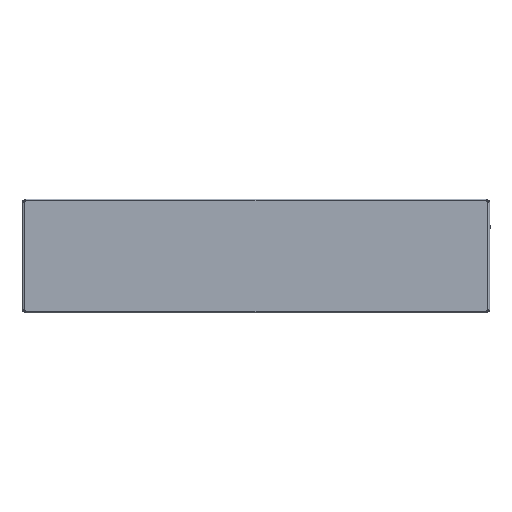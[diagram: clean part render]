
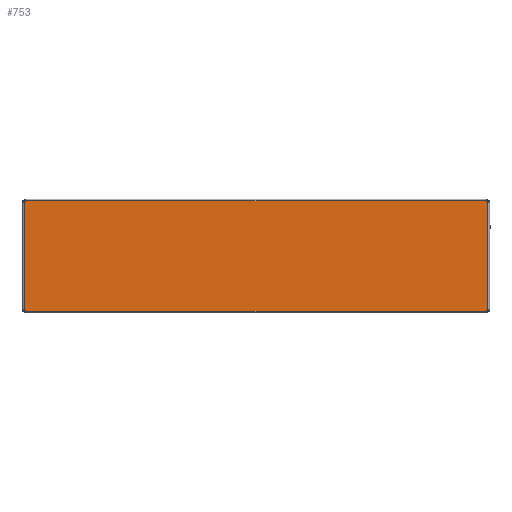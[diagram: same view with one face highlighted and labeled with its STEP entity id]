
A CAD part, top view. The second image highlights one B-rep face of the part: STEP entity #753.
In plain terms, the highlighted planar face has unit normal (0, 0, 1).
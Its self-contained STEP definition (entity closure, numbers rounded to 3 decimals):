
#75 = EDGE_CURVE ( 'NONE', #1553, #3571, #3968, .T. ) ;
#109 = CARTESIAN_POINT ( 'NONE',  ( 399., 95., 0. ) ) ;
#115 = VECTOR ( 'NONE', #4250, 1000. ) ;
#152 = VERTEX_POINT ( 'NONE', #4001 ) ;
#260 = VERTEX_POINT ( 'NONE', #3708 ) ;
#265 = CIRCLE ( 'NONE', #1248, 2.5 ) ;
#450 = ORIENTED_EDGE ( 'NONE', *, *, #2869, .F. ) ;
#496 = CARTESIAN_POINT ( 'NONE',  ( -399., 95., 0. ) ) ;
#504 = ORIENTED_EDGE ( 'NONE', *, *, #1420, .T. ) ;
#560 = ORIENTED_EDGE ( 'NONE', *, *, #75, .F. ) ;
#576 = VERTEX_POINT ( 'NONE', #2489 ) ;
#602 = VERTEX_POINT ( 'NONE', #1870 ) ;
#709 = DIRECTION ( 'NONE',  ( -1., 0., 0. ) ) ;
#711 = ORIENTED_EDGE ( 'NONE', *, *, #2886, .F. ) ;
#753 = ADVANCED_FACE ( 'NONE', ( #3973 ), #3342, .F. ) ;
#778 = CARTESIAN_POINT ( 'NONE',  ( 396.5, -95., 0. ) ) ;
#791 = DIRECTION ( 'NONE',  ( 1., 0., 0. ) ) ;
#840 = DIRECTION ( 'NONE',  ( 1., 0., 0. ) ) ;
#1021 = VECTOR ( 'NONE', #3461, 1000. ) ;
#1104 = LINE ( 'NONE', #2724, #3422 ) ;
#1118 = CARTESIAN_POINT ( 'NONE',  ( -399., 95., 0. ) ) ;
#1212 = DIRECTION ( 'NONE',  ( 0., 1., 0. ) ) ;
#1248 = AXIS2_PLACEMENT_3D ( 'NONE', #109, #1781, #840 ) ;
#1371 = DIRECTION ( 'NONE',  ( -1., 0., 0. ) ) ;
#1420 = EDGE_CURVE ( 'NONE', #602, #152, #2760, .T. ) ;
#1442 = AXIS2_PLACEMENT_3D ( 'NONE', #1118, #2441, #709 ) ;
#1464 = ORIENTED_EDGE ( 'NONE', *, *, #3136, .T. ) ;
#1478 = ORIENTED_EDGE ( 'NONE', *, *, #3343, .T. ) ;
#1553 = VERTEX_POINT ( 'NONE', #2157 ) ;
#1606 = VERTEX_POINT ( 'NONE', #4146 ) ;
#1675 = ORIENTED_EDGE ( 'NONE', *, *, #1783, .T. ) ;
#1739 = DIRECTION ( 'NONE',  ( 0., 0., -1. ) ) ;
#1768 = AXIS2_PLACEMENT_3D ( 'NONE', #3655, #1739, #3035 ) ;
#1781 = DIRECTION ( 'NONE',  ( 0., 0., 1. ) ) ;
#1783 = EDGE_CURVE ( 'NONE', #576, #3571, #2006, .T. ) ;
#1870 = CARTESIAN_POINT ( 'NONE',  ( -399., 92.5, 0. ) ) ;
#1976 = EDGE_LOOP ( 'NONE', ( #1675, #560, #1478, #450, #1464, #2837, #504, #711 ) ) ;
#2006 = LINE ( 'NONE', #2344, #115 ) ;
#2021 = CARTESIAN_POINT ( 'NONE',  ( 399., -95., 0. ) ) ;
#2127 = CIRCLE ( 'NONE', #3839, 2.5 ) ;
#2153 = CARTESIAN_POINT ( 'NONE',  ( -396.5, 95., 0. ) ) ;
#2157 = CARTESIAN_POINT ( 'NONE',  ( 399., -92.5, 0. ) ) ;
#2344 = CARTESIAN_POINT ( 'NONE',  ( -402., -95., 0. ) ) ;
#2379 = DIRECTION ( 'NONE',  ( -1., 0., 0. ) ) ;
#2441 = DIRECTION ( 'NONE',  ( 0., 0., 1. ) ) ;
#2489 = CARTESIAN_POINT ( 'NONE',  ( -396.5, -95., 0. ) ) ;
#2724 = CARTESIAN_POINT ( 'NONE',  ( 402., 95., 0. ) ) ;
#2760 = LINE ( 'NONE', #496, #1021 ) ;
#2837 = ORIENTED_EDGE ( 'NONE', *, *, #4089, .F. ) ;
#2869 = EDGE_CURVE ( 'NONE', #260, #1606, #265, .T. ) ;
#2886 = EDGE_CURVE ( 'NONE', #576, #152, #2127, .T. ) ;
#2971 = VERTEX_POINT ( 'NONE', #2153 ) ;
#3031 = DIRECTION ( 'NONE',  ( 0., 0., 1. ) ) ;
#3035 = DIRECTION ( 'NONE',  ( -1., 0., 0. ) ) ;
#3136 = EDGE_CURVE ( 'NONE', #260, #2971, #1104, .T. ) ;
#3155 = CARTESIAN_POINT ( 'NONE',  ( 399., -95., 0. ) ) ;
#3277 = CIRCLE ( 'NONE', #1442, 2.5 ) ;
#3342 = PLANE ( 'NONE',  #1768 ) ;
#3343 = EDGE_CURVE ( 'NONE', #1553, #1606, #3469, .T. ) ;
#3350 = VECTOR ( 'NONE', #1212, 1000. ) ;
#3422 = VECTOR ( 'NONE', #2379, 1000. ) ;
#3461 = DIRECTION ( 'NONE',  ( 0., -1., 0. ) ) ;
#3469 = LINE ( 'NONE', #3155, #3350 ) ;
#3571 = VERTEX_POINT ( 'NONE', #778 ) ;
#3655 = CARTESIAN_POINT ( 'NONE',  ( 0., 0., 0. ) ) ;
#3708 = CARTESIAN_POINT ( 'NONE',  ( 396.5, 95., 0. ) ) ;
#3749 = CARTESIAN_POINT ( 'NONE',  ( -399., -95., 0. ) ) ;
#3830 = AXIS2_PLACEMENT_3D ( 'NONE', #2021, #3904, #1371 ) ;
#3839 = AXIS2_PLACEMENT_3D ( 'NONE', #3749, #3031, #791 ) ;
#3904 = DIRECTION ( 'NONE',  ( 0., 0., 1. ) ) ;
#3968 = CIRCLE ( 'NONE', #3830, 2.5 ) ;
#3973 = FACE_OUTER_BOUND ( 'NONE', #1976, .T. ) ;
#4001 = CARTESIAN_POINT ( 'NONE',  ( -399., -92.5, 0. ) ) ;
#4089 = EDGE_CURVE ( 'NONE', #602, #2971, #3277, .T. ) ;
#4146 = CARTESIAN_POINT ( 'NONE',  ( 399., 92.5, 0. ) ) ;
#4250 = DIRECTION ( 'NONE',  ( 1., 0., 0. ) ) ;
